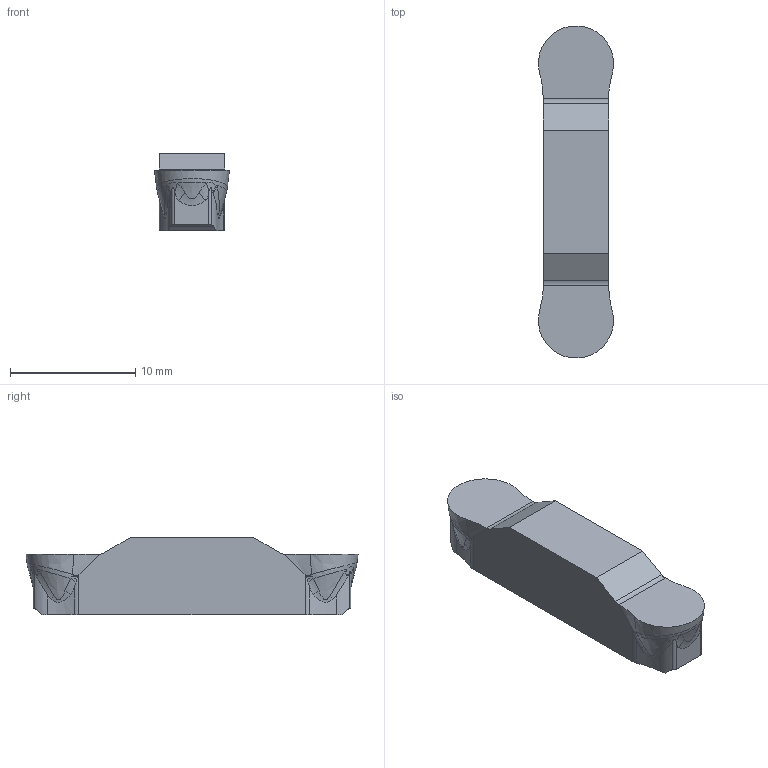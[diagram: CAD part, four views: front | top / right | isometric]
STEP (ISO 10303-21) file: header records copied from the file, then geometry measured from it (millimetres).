
FILE_DESCRIPTION((''),'2;1');
FILE_NAME('GY2M0600J300N-B','2021-02-26T15:41:43',('tlyad09'),('PTC Japan'),'CREO PARAMETRIC BY PTC INC, 2018500','CREO PARAMETRIC BY PTC INC, 2018500','');
FILE_SCHEMA(('AUTOMOTIVE_DESIGN { 1 0 10303 214 1 1 1 1 }'));
Length unit declared in the file: millimetre
Products named in the file (1): GY2M0600J300N-B
Bounding box: 5.99 x 26.48 x 6.15 mm (x, y, z)
Volume: 702.3 mm3; surface area: 575.8 mm2
Topology: 1 solids, 1 shells, 102 faces, 298 edges, 198 vertices
Faces by surface type: bspline 62, cylinder 24, plane 14, cone 2
Entity records: 10440 total; most frequent: CARTESIAN_POINT 6154, ORIENTED_EDGE 552, PRESENTATION_STYLE_ASSIGNMENT 403, STYLED_ITEM 301, CURVE_STYLE 300, EDGE_CURVE 276, DIRECTION 230, FILL_AREA_STYLE_COLOUR 205
